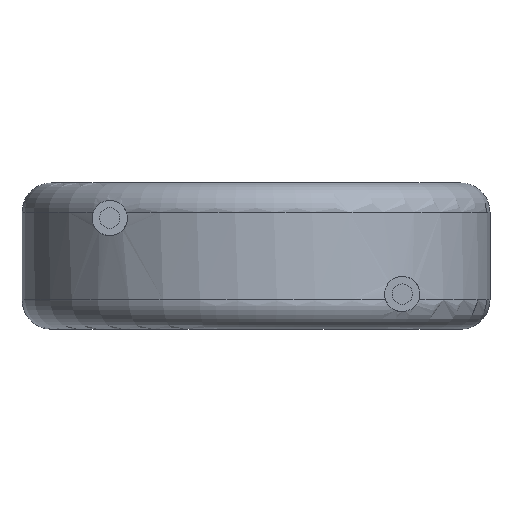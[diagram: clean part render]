
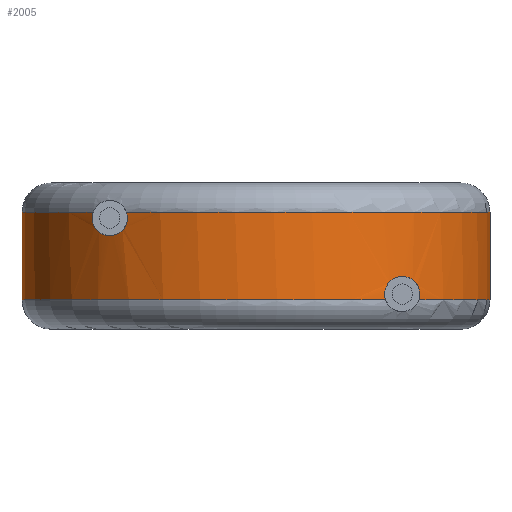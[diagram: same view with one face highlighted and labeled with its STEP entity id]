
A CAD part, front view. The second image highlights one B-rep face of the part: STEP entity #2005.
In plain terms, the highlighted cylindrical face has radius 8 mm (diameter 16 mm), a partial arc.
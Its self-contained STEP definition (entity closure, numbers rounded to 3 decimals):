
#12 = EDGE_CURVE ( 'NONE', #523, #3096, #1478, .T. ) ;
#17 = CARTESIAN_POINT ( 'NONE',  ( -4.4, -6.681, 3.903 ) ) ;
#38 = B_SPLINE_CURVE_WITH_KNOTS ( 'NONE', 3,
 ( #668, #256, #986, #2842, #2073, #2029, #437, #1240, #460, #1336 ),
 .UNSPECIFIED., .F., .F.,
 ( 4, 2, 2, 2, 4 ),
 ( 0.003, 0.003, 0.004, 0.004, 0.004 ),
 .UNSPECIFIED. ) ;
#63 = CARTESIAN_POINT ( 'NONE',  ( 4.918, -6.31, 1.8 ) ) ;
#91 = VERTEX_POINT ( 'NONE', #2911 ) ;
#163 = VERTEX_POINT ( 'NONE', #518 ) ;
#256 = CARTESIAN_POINT ( 'NONE',  ( -5.6, -5.713, 3.902 ) ) ;
#258 = CARTESIAN_POINT ( 'NONE',  ( 4.434, -6.659, 1. ) ) ;
#280 = CIRCLE ( 'NONE', #2360, 8. ) ;
#313 = CARTESIAN_POINT ( 'NONE',  ( 5., -6.245, 1.8 ) ) ;
#321 = CARTESIAN_POINT ( 'NONE',  ( -4.835, -6.374, 3.217 ) ) ;
#332 = VERTEX_POINT ( 'NONE', #347 ) ;
#347 = CARTESIAN_POINT ( 'NONE',  ( 5.566, -5.747, 1. ) ) ;
#359 = CARTESIAN_POINT ( 'NONE',  ( -4.43, -6.662, 3.586 ) ) ;
#369 = CARTESIAN_POINT ( 'NONE',  ( 5.518, -5.793, 1.517 ) ) ;
#377 = CARTESIAN_POINT ( 'NONE',  ( -8., 0., 5. ) ) ;
#386 = EDGE_CURVE ( 'NONE', #2082, #91, #3393, .T. ) ;
#402 = CARTESIAN_POINT ( 'NONE',  ( 5.566, -5.747, 1. ) ) ;
#415 = CARTESIAN_POINT ( 'NONE',  ( -8., 0., 4. ) ) ;
#437 = CARTESIAN_POINT ( 'NONE',  ( -5.325, -5.971, 3.288 ) ) ;
#460 = CARTESIAN_POINT ( 'NONE',  ( -5.086, -6.177, 3.2 ) ) ;
#478 = AXIS2_PLACEMENT_3D ( 'NONE', #643, #3448, #490 ) ;
#490 = DIRECTION ( 'NONE',  ( 1., 0., 0. ) ) ;
#518 = CARTESIAN_POINT ( 'NONE',  ( -5., -6.245, 3.2 ) ) ;
#523 = VERTEX_POINT ( 'NONE', #2588 ) ;
#598 = CARTESIAN_POINT ( 'NONE',  ( -4.434, -6.659, 4. ) ) ;
#643 = CARTESIAN_POINT ( 'NONE',  ( 0., 0., 4. ) ) ;
#668 = CARTESIAN_POINT ( 'NONE',  ( -5.566, -5.747, 4. ) ) ;
#676 = CARTESIAN_POINT ( 'NONE',  ( 5., -6.245, 1.8 ) ) ;
#809 = AXIS2_PLACEMENT_3D ( 'NONE', #3318, #912, #1989 ) ;
#858 = CARTESIAN_POINT ( 'NONE',  ( 4.43, -6.662, 1.413 ) ) ;
#902 = DIRECTION ( 'NONE',  ( 0., 0., -1. ) ) ;
#904 = EDGE_CURVE ( 'NONE', #332, #2788, #1445, .T. ) ;
#912 = DIRECTION ( 'NONE',  ( 0., 0., 1. ) ) ;
#913 = CARTESIAN_POINT ( 'NONE',  ( 8., 0., 5. ) ) ;
#936 = ORIENTED_EDGE ( 'NONE', *, *, #12, .F. ) ;
#937 = CARTESIAN_POINT ( 'NONE',  ( -5.566, -5.747, 4. ) ) ;
#944 = CARTESIAN_POINT ( 'NONE',  ( 5.609, -5.704, 1.214 ) ) ;
#955 = CARTESIAN_POINT ( 'NONE',  ( -8., 0., 1. ) ) ;
#986 = CARTESIAN_POINT ( 'NONE',  ( -5.609, -5.704, 3.786 ) ) ;
#1052 = ORIENTED_EDGE ( 'NONE', *, *, #1737, .T. ) ;
#1137 = CARTESIAN_POINT ( 'NONE',  ( 4.476, -6.631, 1.508 ) ) ;
#1185 = CARTESIAN_POINT ( 'NONE',  ( 8., 0., 1. ) ) ;
#1206 = VERTEX_POINT ( 'NONE', #415 ) ;
#1228 = CARTESIAN_POINT ( 'NONE',  ( 5.6, -5.713, 1.098 ) ) ;
#1231 = VECTOR ( 'NONE', #1458, 1000. ) ;
#1240 = CARTESIAN_POINT ( 'NONE',  ( -5.169, -6.106, 3.218 ) ) ;
#1268 = ORIENTED_EDGE ( 'NONE', *, *, #2240, .F. ) ;
#1336 = CARTESIAN_POINT ( 'NONE',  ( -5., -6.245, 3.2 ) ) ;
#1395 = CARTESIAN_POINT ( 'NONE',  ( 4.834, -6.375, 1.783 ) ) ;
#1404 = CARTESIAN_POINT ( 'NONE',  ( -4.391, -6.687, 3.793 ) ) ;
#1423 = DIRECTION ( 'NONE',  ( 0., 0., -1. ) ) ;
#1425 = EDGE_CURVE ( 'NONE', #3261, #163, #38, .T. ) ;
#1445 = B_SPLINE_CURVE_WITH_KNOTS ( 'NONE', 3,
 ( #402, #1228, #944, #2777, #369, #3060, #1710, #676 ),
 .UNSPECIFIED., .F., .F.,
 ( 4, 2, 2, 4 ),
 ( 0.001, 0.001, 0.002, 0.002 ),
 .UNSPECIFIED. ) ;
#1458 = DIRECTION ( 'NONE',  ( 0., 0., -1. ) ) ;
#1474 = CARTESIAN_POINT ( 'NONE',  ( 0., 0., 1. ) ) ;
#1478 = LINE ( 'NONE', #913, #3062 ) ;
#1619 = CARTESIAN_POINT ( 'NONE',  ( 4.391, -6.687, 1.208 ) ) ;
#1647 = CARTESIAN_POINT ( 'NONE',  ( -4.476, -6.631, 3.492 ) ) ;
#1705 = EDGE_CURVE ( 'NONE', #332, #3096, #3406, .T. ) ;
#1710 = CARTESIAN_POINT ( 'NONE',  ( 5.169, -6.109, 1.8 ) ) ;
#1716 = CIRCLE ( 'NONE', #478, 8. ) ;
#1737 = EDGE_CURVE ( 'NONE', #3261, #1206, #1716, .T. ) ;
#1909 = CARTESIAN_POINT ( 'NONE',  ( 0., 0., 4. ) ) ;
#1912 = ORIENTED_EDGE ( 'NONE', *, *, #1705, .T. ) ;
#1938 = ORIENTED_EDGE ( 'NONE', *, *, #2273, .T. ) ;
#1964 = ORIENTED_EDGE ( 'NONE', *, *, #2743, .F. ) ;
#1978 = CARTESIAN_POINT ( 'NONE',  ( -4.674, -6.493, 3.288 ) ) ;
#1989 = DIRECTION ( 'NONE',  ( 1., 0., 0. ) ) ;
#2005 = ADVANCED_FACE ( 'NONE', ( #3263 ), #3336, .T. ) ;
#2029 = CARTESIAN_POINT ( 'NONE',  ( -5.397, -5.906, 3.341 ) ) ;
#2073 = CARTESIAN_POINT ( 'NONE',  ( -5.518, -5.793, 3.484 ) ) ;
#2077 = ORIENTED_EDGE ( 'NONE', *, *, #386, .T. ) ;
#2082 = VERTEX_POINT ( 'NONE', #955 ) ;
#2169 = DIRECTION ( 'NONE',  ( 1., 0., 0. ) ) ;
#2237 = CARTESIAN_POINT ( 'NONE',  ( -4.599, -6.546, 3.344 ) ) ;
#2240 = EDGE_CURVE ( 'NONE', #163, #2980, #2304, .T. ) ;
#2273 = EDGE_CURVE ( 'NONE', #523, #2980, #280, .T. ) ;
#2304 = B_SPLINE_CURVE_WITH_KNOTS ( 'NONE', 3,
 ( #2441, #3037, #321, #1978, #2237, #1647, #359, #1404, #17, #598 ),
 .UNSPECIFIED., .F., .F.,
 ( 4, 2, 2, 2, 4 ),
 ( 0., 0., 0.001, 0.001, 0.001 ),
 .UNSPECIFIED. ) ;
#2360 = AXIS2_PLACEMENT_3D ( 'NONE', #1909, #902, #2169 ) ;
#2441 = CARTESIAN_POINT ( 'NONE',  ( -5., -6.245, 3.2 ) ) ;
#2477 = AXIS2_PLACEMENT_3D ( 'NONE', #3026, #1423, #3300 ) ;
#2588 = CARTESIAN_POINT ( 'NONE',  ( 8., 0., 4. ) ) ;
#2681 = CARTESIAN_POINT ( 'NONE',  ( 4.675, -6.492, 1.712 ) ) ;
#2697 = CARTESIAN_POINT ( 'NONE',  ( 4.4, -6.682, 1.098 ) ) ;
#2743 = EDGE_CURVE ( 'NONE', #2788, #91, #3450, .T. ) ;
#2751 = LINE ( 'NONE', #377, #1231 ) ;
#2770 = ORIENTED_EDGE ( 'NONE', *, *, #904, .F. ) ;
#2777 = CARTESIAN_POINT ( 'NONE',  ( 5.567, -5.746, 1.425 ) ) ;
#2788 = VERTEX_POINT ( 'NONE', #2981 ) ;
#2795 = DIRECTION ( 'NONE',  ( 0., 0., 1. ) ) ;
#2831 = DIRECTION ( 'NONE',  ( 1., 0., 0. ) ) ;
#2842 = CARTESIAN_POINT ( 'NONE',  ( -5.567, -5.746, 3.576 ) ) ;
#2911 = CARTESIAN_POINT ( 'NONE',  ( 4.434, -6.659, 1. ) ) ;
#2957 = AXIS2_PLACEMENT_3D ( 'NONE', #1474, #2795, #2831 ) ;
#2978 = ORIENTED_EDGE ( 'NONE', *, *, #3087, .T. ) ;
#2980 = VERTEX_POINT ( 'NONE', #3258 ) ;
#2981 = CARTESIAN_POINT ( 'NONE',  ( 5., -6.245, 1.8 ) ) ;
#2997 = CARTESIAN_POINT ( 'NONE',  ( 4.599, -6.546, 1.657 ) ) ;
#3026 = CARTESIAN_POINT ( 'NONE',  ( 0., 0., 5. ) ) ;
#3037 = CARTESIAN_POINT ( 'NONE',  ( -4.917, -6.311, 3.2 ) ) ;
#3060 = CARTESIAN_POINT ( 'NONE',  ( 5.336, -5.962, 1.731 ) ) ;
#3062 = VECTOR ( 'NONE', #3102, 1000. ) ;
#3087 = EDGE_CURVE ( 'NONE', #1206, #2082, #2751, .T. ) ;
#3096 = VERTEX_POINT ( 'NONE', #1185 ) ;
#3102 = DIRECTION ( 'NONE',  ( 0., 0., -1. ) ) ;
#3258 = CARTESIAN_POINT ( 'NONE',  ( -4.434, -6.659, 4. ) ) ;
#3261 = VERTEX_POINT ( 'NONE', #937 ) ;
#3263 = FACE_OUTER_BOUND ( 'NONE', #3431, .T. ) ;
#3300 = DIRECTION ( 'NONE',  ( -1., 0., 0. ) ) ;
#3318 = CARTESIAN_POINT ( 'NONE',  ( 0., 0., 1. ) ) ;
#3336 = CYLINDRICAL_SURFACE ( 'NONE', #2477, 8. ) ;
#3385 = ORIENTED_EDGE ( 'NONE', *, *, #1425, .F. ) ;
#3393 = CIRCLE ( 'NONE', #2957, 8. ) ;
#3406 = CIRCLE ( 'NONE', #809, 8. ) ;
#3431 = EDGE_LOOP ( 'NONE', ( #936, #1938, #1268, #3385, #1052, #2978, #2077, #1964, #2770, #1912 ) ) ;
#3448 = DIRECTION ( 'NONE',  ( 0., 0., -1. ) ) ;
#3450 = B_SPLINE_CURVE_WITH_KNOTS ( 'NONE', 3,
 ( #313, #63, #1395, #2681, #2997, #1137, #858, #1619, #2697, #258 ),
 .UNSPECIFIED., .F., .F.,
 ( 4, 2, 2, 2, 4 ),
 ( 0.002, 0.003, 0.003, 0.003, 0.003 ),
 .UNSPECIFIED. ) ;
